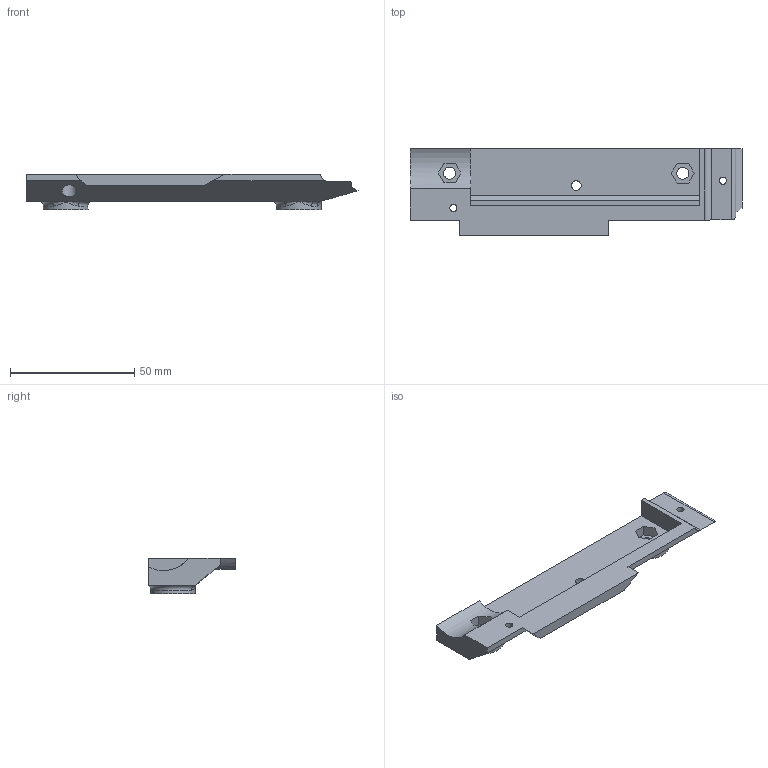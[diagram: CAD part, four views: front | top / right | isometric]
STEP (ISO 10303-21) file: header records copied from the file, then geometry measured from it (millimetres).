
FILE_DESCRIPTION(/* description */ (''),/* implementation_level */ '2;1');
FILE_NAME(/* name */ 'leftsideholdster v3.step',/* time_stamp */ '2022-11-20T15:21:33-05:00',/* author */ (''),/* organization */ (''),/* preprocessor_version */ 'ST-DEVELOPER v19.2',/* originating_system */ 'Autodesk Translation Framework v11.17.0.187',/* authorisation */ '');
FILE_SCHEMA (('AUTOMOTIVE_DESIGN { 1 0 10303 214 3 1 1 }'));
Length unit declared in the file: millimetre
Products named in the file (1): leftsideholdster
Bounding box: 133.86 x 35.07 x 14.3 mm (x, y, z)
Volume: 19443 mm3; surface area: 11986.3 mm2
Topology: 1 solids, 1 shells, 138 faces, 340 edges, 214 vertices
Faces by surface type: plane 77, cylinder 33, cone 20, bspline 5, torus 3
Full cylindrical faces by diameter (mm): 2.9 x2, 3 x10, 3.9 x1, 4.9 x2, 6 x2, 18 x2
Entity records: 4813 total; most frequent: CARTESIAN_POINT 1337, DIRECTION 704, ORIENTED_EDGE 672, EDGE_CURVE 336, AXIS2_PLACEMENT_3D 246, VERTEX_POINT 214, LINE 212, VECTOR 212
